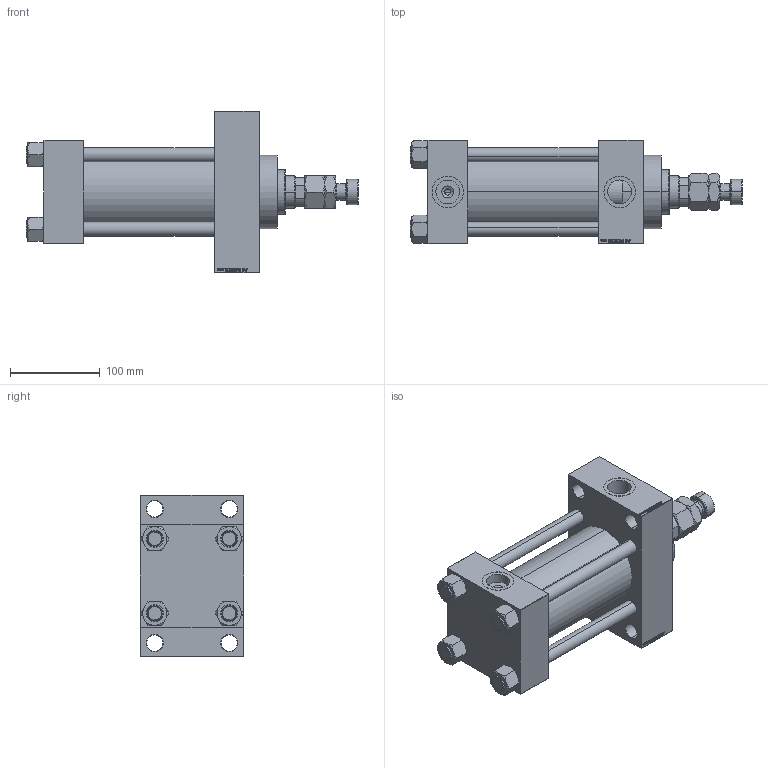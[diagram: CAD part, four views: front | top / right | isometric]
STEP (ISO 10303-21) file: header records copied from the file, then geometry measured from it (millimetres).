
FILE_DESCRIPTION (( 'STEP AP203' ), '1' );
FILE_NAME ('dd52.STEP', '2022-04-14T13:13:15', ( '' ), ( '' ), 'SwSTEP 2.0', 'SolidWorks 2019', '' );
FILE_SCHEMA (( 'CONFIG_CONTROL_DESIGN' ));
Length unit declared in the file: millimetre
Products named in the file (7): V215CR_D_TYCINKA a5cb83bd540326e350ec68a2a4efdc24; dd52; NUT_M5_D a5cb83bd540326e350ec68a2a4efdc24; V215_VC_A a5cb83bd540326e350ec68a2a4efdc24; V215CR_VCP_D a5cb83bd540326e350ec68a2a4efdc24; MFA a5cb83bd540326e350ec68a2a4efdc24; V215CR_D_Body a5cb83bd540326e350ec68a2a4efdc24
Assembly tree (12 placements, depth 2):
  dd52
    V215CR_D_Body a5cb83bd540326e350ec68a2a4efdc24
    V215CR_VCP_D a5cb83bd540326e350ec68a2a4efdc24
    NUT_M5_D a5cb83bd540326e350ec68a2a4efdc24  x4
    V215CR_D_TYCINKA a5cb83bd540326e350ec68a2a4efdc24  x4
    V215_VC_A a5cb83bd540326e350ec68a2a4efdc24
    MFA a5cb83bd540326e350ec68a2a4efdc24
Bounding box: 369 x 115 x 180 mm (x, y, z)
Volume: 2236144.5 mm3; surface area: 372126.4 mm2
Topology: 12 solids, 12 shells, 1211 faces, 3025 edges, 1953 vertices
Faces by surface type: plane 563, bspline 368, cone 172, cylinder 96, torus 12
Entity records: 49610 total; most frequent: CARTESIAN_POINT 25827, ORIENTED_EDGE 5314, DIRECTION 3511, EDGE_CURVE 2657, VERTEX_POINT 1731, LINE 1553, VECTOR 1553, EDGE_LOOP 1190
